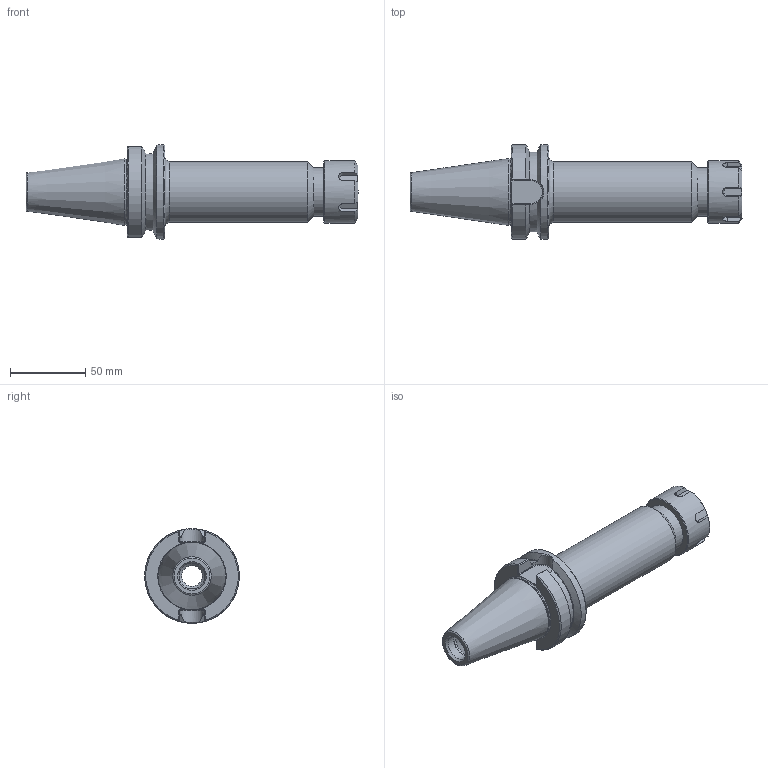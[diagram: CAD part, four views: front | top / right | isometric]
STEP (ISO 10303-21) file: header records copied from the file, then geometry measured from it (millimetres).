
FILE_DESCRIPTION((''),'2;1');
FILE_NAME('B40-25ERP612.stp','2014-06-02T15:02:02',('anddod'),(''),'Autodesk Inventor 2012','Autodesk Inventor 2012','');
FILE_SCHEMA(('AUTOMOTIVE_DESIGN { 1 0 10303 214 1 1 1 1 }'));
Length unit declared in the file: inch
Products named in the file (3): B40-25ERP612; B40-25ER6-1; 25ERPN
Assembly tree (2 placements, depth 2):
  B40-25ERP612
    B40-25ER6-1
    25ERPN
Bounding box: 220.85 x 62.99 x 62.99 mm (x, y, z)
Volume: 247304.9 mm3; surface area: 48494.6 mm2
Topology: 2 solids, 2 shells, 119 faces, 293 edges, 183 vertices
Faces by surface type: plane 47, cone 31, cylinder 29, torus 10, bspline 2
Full cylindrical faces by diameter (mm): 13.843 x1, 15.748 x1, 17.013 x1, 17.623 x1, 18.034 x1, 20.599 x1, 24.13 x1, 26.086 x1, 30.912 x1, 32 x1, 32.512 x1, 40.513 x1, 41.732 x1, 43.942 x1, 62.992 x1
Entity records: 3582 total; most frequent: CARTESIAN_POINT 866, DIRECTION 526, ORIENTED_EDGE 490, EDGE_CURVE 245, AXIS2_PLACEMENT_3D 217, VERTEX_POINT 177, EDGE_LOOP 170, FACE_OUTER_BOUND 119
